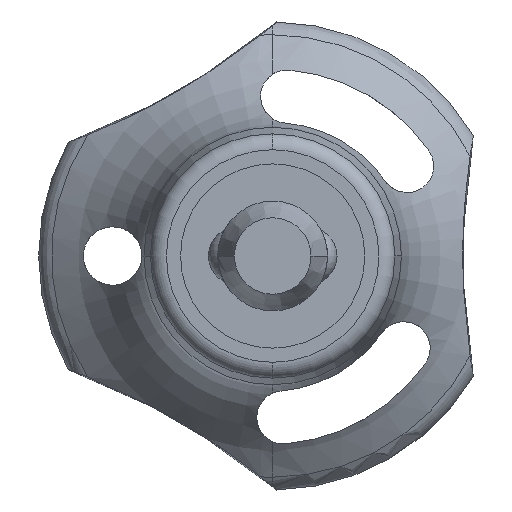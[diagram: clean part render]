
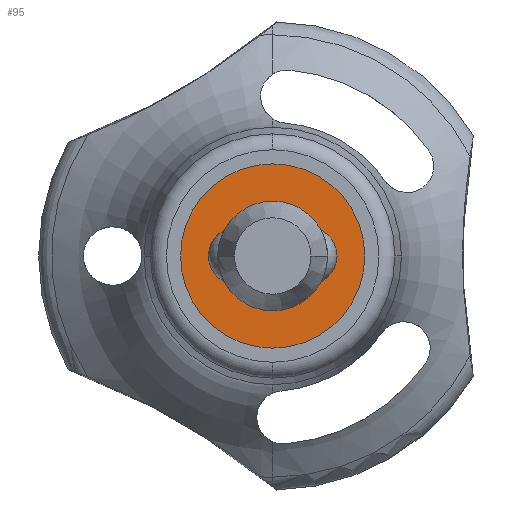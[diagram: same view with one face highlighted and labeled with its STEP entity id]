
A CAD part, front view. The second image highlights one B-rep face of the part: STEP entity #95.
In plain terms, the highlighted planar face has unit normal (0, -1, 0).
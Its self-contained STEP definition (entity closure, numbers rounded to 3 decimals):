
#95=ADVANCED_FACE('',(#228,#229),#230,.T.);
#228=FACE_OUTER_BOUND('',#400,.T.);
#229=FACE_BOUND('',#401,.T.);
#230=PLANE('',#402);
#400=EDGE_LOOP('',(#620,#621));
#401=EDGE_LOOP('',(#622,#623));
#402=AXIS2_PLACEMENT_3D('',#624,#625,#626);
#620=ORIENTED_EDGE('',*,*,#1077,.F.);
#621=ORIENTED_EDGE('',*,*,#1106,.F.);
#622=ORIENTED_EDGE('',*,*,#1107,.T.);
#623=ORIENTED_EDGE('',*,*,#1108,.T.);
#624=CARTESIAN_POINT('',(-2.0,0.0,0.0));
#625=DIRECTION('',(0.,-1.0,0.0));
#626=DIRECTION('',(1.0,0.,0.0));
#1077=EDGE_CURVE('',#1301,#1304,#1305,.T.);
#1106=EDGE_CURVE('',#1304,#1301,#1351,.T.);
#1107=EDGE_CURVE('',#1352,#1353,#1354,.T.);
#1108=EDGE_CURVE('',#1353,#1352,#1355,.T.);
#1301=VERTEX_POINT('',#1808);
#1304=VERTEX_POINT('',#1812);
#1305=CIRCLE('',#1813,4.0);
#1351=CIRCLE('',#2090,4.0);
#1352=VERTEX_POINT('',#2091);
#1353=VERTEX_POINT('',#2092);
#1354=CIRCLE('',#2093,2.381);
#1355=CIRCLE('',#2094,2.381);
#1808=CARTESIAN_POINT('',(-4.0,0.0,0.0));
#1812=CARTESIAN_POINT('',(4.0,0.,0.));
#1813=AXIS2_PLACEMENT_3D('',#3772,#3773,#3774);
#2090=AXIS2_PLACEMENT_3D('',#3794,#3795,#3796);
#2091=CARTESIAN_POINT('',(0.,0.0,-2.381));
#2092=CARTESIAN_POINT('',(0.,0.,2.381));
#2093=AXIS2_PLACEMENT_3D('',#3797,#3798,#3799);
#2094=AXIS2_PLACEMENT_3D('',#3800,#3801,#3802);
#3772=CARTESIAN_POINT('',(0.,0.0,0.0));
#3773=DIRECTION('',(0.,1.0,0.0));
#3774=DIRECTION('',(-1.0,0.,0.0));
#3794=CARTESIAN_POINT('',(0.,0.0,0.0));
#3795=DIRECTION('',(0.,1.0,0.0));
#3796=DIRECTION('',(-1.0,0.,0.0));
#3797=CARTESIAN_POINT('',(0.,0.0,0.0));
#3798=DIRECTION('',(0.,1.0,0.0));
#3799=DIRECTION('',(0.0,0.0,-1.0));
#3800=CARTESIAN_POINT('',(0.,0.0,0.0));
#3801=DIRECTION('',(0.,1.0,0.0));
#3802=DIRECTION('',(0.0,0.0,-1.0));
